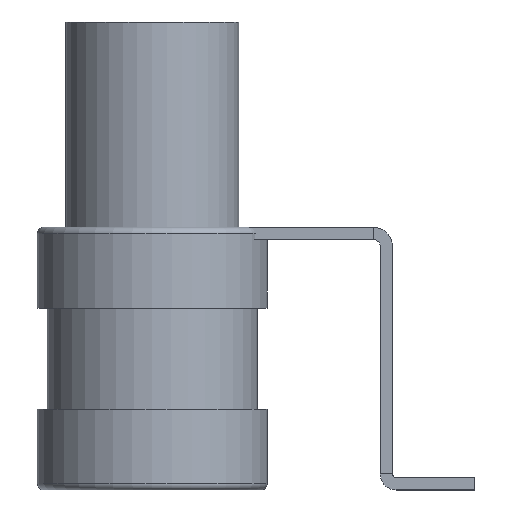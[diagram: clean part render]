
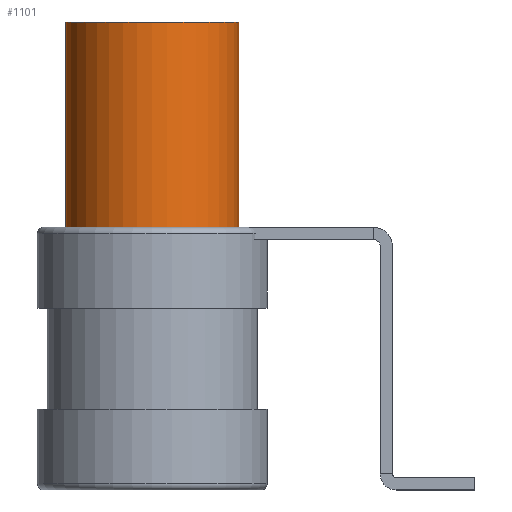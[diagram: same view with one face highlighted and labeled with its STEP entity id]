
A CAD part, front view. The second image highlights one B-rep face of the part: STEP entity #1101.
In plain terms, the highlighted cylindrical face has radius 2.675 mm (diameter 5.35 mm), a full revolution.
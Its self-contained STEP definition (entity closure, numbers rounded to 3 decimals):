
#263=FACE_BOUND('',#474,.T.);
#336=FACE_OUTER_BOUND('',#473,.T.);
#473=EDGE_LOOP('',(#959));
#474=EDGE_LOOP('',(#960));
#560=CIRCLE('',#1256,2.675);
#561=CIRCLE('',#1258,2.675);
#646=VERTEX_POINT('',#1886);
#647=VERTEX_POINT('',#1889);
#756=EDGE_CURVE('',#646,#646,#560,.T.);
#757=EDGE_CURVE('',#647,#647,#561,.T.);
#959=ORIENTED_EDGE('',*,*,#756,.F.);
#960=ORIENTED_EDGE('',*,*,#757,.F.);
#1031=CYLINDRICAL_SURFACE('',#1257,2.675);
#1101=ADVANCED_FACE('',(#336,#263),#1031,.T.);
#1256=AXIS2_PLACEMENT_3D('',#1887,#1568,#1569);
#1257=AXIS2_PLACEMENT_3D('',#1888,#1570,#1571);
#1258=AXIS2_PLACEMENT_3D('',#1890,#1572,#1573);
#1568=DIRECTION('center_axis',(0.,0.,1.));
#1569=DIRECTION('ref_axis',(1.,0.,0.));
#1570=DIRECTION('center_axis',(0.,0.,-1.));
#1571=DIRECTION('ref_axis',(1.,0.,0.));
#1572=DIRECTION('center_axis',(0.,0.,-1.));
#1573=DIRECTION('ref_axis',(1.,0.,0.));
#1886=CARTESIAN_POINT('',(2.675,0.,14.478));
#1887=CARTESIAN_POINT('Origin',(0.,0.,
14.478));
#1888=CARTESIAN_POINT('Origin',(0.,0.,
11.303));
#1889=CARTESIAN_POINT('',(2.675,0.,8.128));
#1890=CARTESIAN_POINT('Origin',(0.,0.,
8.128));
